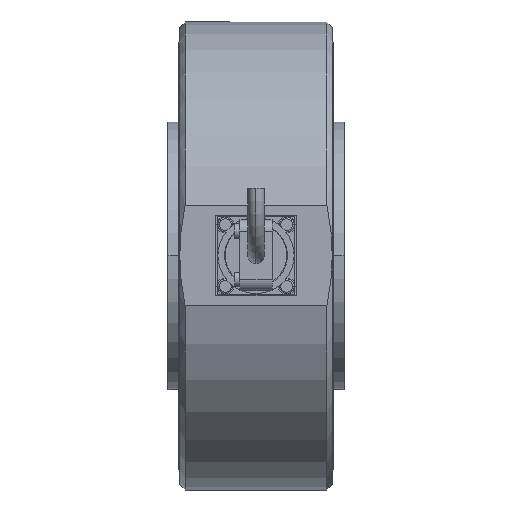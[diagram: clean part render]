
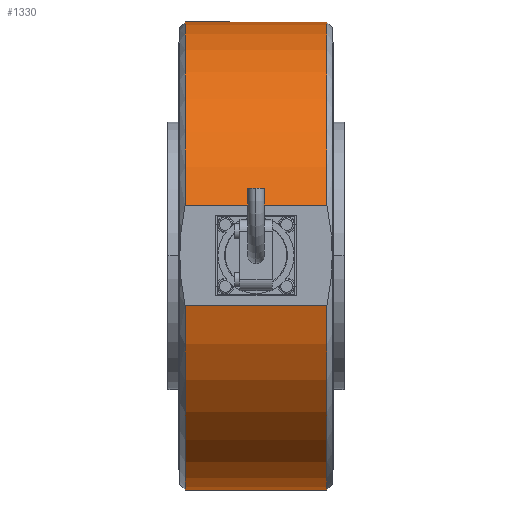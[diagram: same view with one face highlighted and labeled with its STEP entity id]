
A CAD part, top view. The second image highlights one B-rep face of the part: STEP entity #1330.
In plain terms, the highlighted cylindrical face has radius 87.5 mm (diameter 175 mm), a partial arc.
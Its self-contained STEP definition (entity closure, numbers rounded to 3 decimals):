
#1056=CARTESIAN_POINT('',(26.5,-18.601,-85.5));
#1057=VERTEX_POINT('',#1056);
#1073=CARTESIAN_POINT('',(-26.5,-18.601,-85.5));
#1074=VERTEX_POINT('',#1073);
#1075=CARTESIAN_POINT('',(-26.5,-18.601,-85.5));
#1076=DIRECTION('',(1.0,0.0,0.0));
#1077=VECTOR('',#1076,53.);
#1078=LINE('',#1075,#1077);
#1079=EDGE_CURVE('',#1074,#1057,#1078,.T.);
#1096=CARTESIAN_POINT('',(-26.5,18.601,-85.5));
#1097=VERTEX_POINT('',#1096);
#1111=CARTESIAN_POINT('',(26.5,18.601,-85.5));
#1112=VERTEX_POINT('',#1111);
#1113=CARTESIAN_POINT('',(26.5,18.601,-85.5));
#1114=DIRECTION('',(-1.0,0.0,0.0));
#1115=VECTOR('',#1114,53.);
#1116=LINE('',#1113,#1115);
#1117=EDGE_CURVE('',#1112,#1097,#1116,.T.);
#1165=CARTESIAN_POINT('',(-26.5,0.0,0.0));
#1166=DIRECTION('',(-1.0,0.0,0.0));
#1167=DIRECTION('',(0.0,-1.0,0.0));
#1168=AXIS2_PLACEMENT_3D('',#1165,#1166,#1167);
#1169=CIRCLE('',#1168,87.5);
#1170=EDGE_CURVE('',#1074,#1097,#1169,.T.);
#1301=CARTESIAN_POINT('',(26.5,0.0,0.0));
#1302=DIRECTION('',(1.0,0.0,0.0));
#1303=DIRECTION('',(0.0,-1.0,0.0));
#1304=AXIS2_PLACEMENT_3D('',#1301,#1302,#1303);
#1305=CIRCLE('',#1304,87.5);
#1306=EDGE_CURVE('',#1112,#1057,#1305,.T.);
#1319=CARTESIAN_POINT('',(0.,0.0,0.0));
#1320=DIRECTION('',(1.0,0.0,0.0));
#1321=DIRECTION('',(0.0,1.0,0.0));
#1322=AXIS2_PLACEMENT_3D('',#1319,#1320,#1321);
#1323=CYLINDRICAL_SURFACE('',#1322,87.5);
#1324=ORIENTED_EDGE('',*,*,#1117,.T.);
#1325=ORIENTED_EDGE('',*,*,#1170,.F.);
#1326=ORIENTED_EDGE('',*,*,#1079,.T.);
#1327=ORIENTED_EDGE('',*,*,#1306,.F.);
#1328=EDGE_LOOP('',(#1324,#1325,#1326,#1327));
#1329=FACE_OUTER_BOUND('',#1328,.T.);
#1330=ADVANCED_FACE('',(#1329),#1323,.T.);
